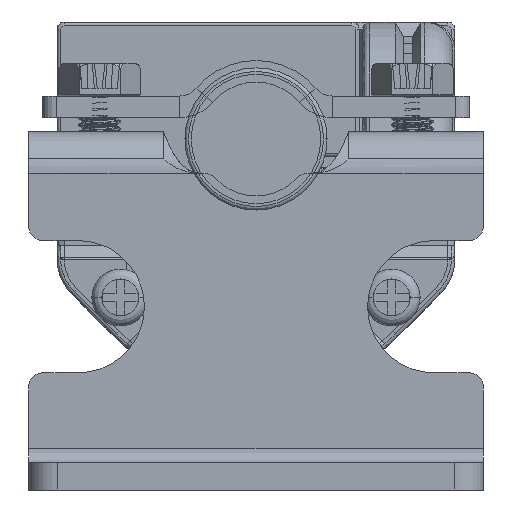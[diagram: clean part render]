
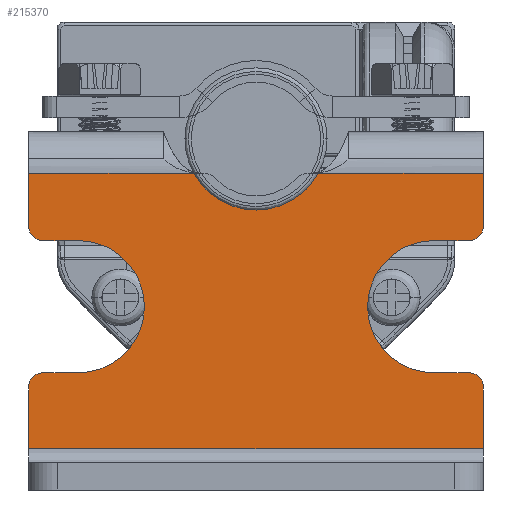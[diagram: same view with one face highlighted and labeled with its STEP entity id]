
A CAD part, front view. The second image highlights one B-rep face of the part: STEP entity #215370.
In plain terms, the highlighted planar face has unit normal (0, -1, 0).
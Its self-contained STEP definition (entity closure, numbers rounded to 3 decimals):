
#204828=CARTESIAN_POINT('',(-3.666,-1.9,21.3));
#204829=DIRECTION('',(0.,-1.,0.));
#204830=DIRECTION('',(0.733,0.,0.68));
#204831=AXIS2_PLACEMENT_3D('',#204828,#204829,#204830);
#204833=CARTESIAN_POINT('',(0.,-1.9,24.7));
#204834=DIRECTION('',(0.,1.,0.));
#204835=DIRECTION('',(0.733,0.,-0.68));
#204836=AXIS2_PLACEMENT_3D('',#204833,#204834,#204835);
#204838=CARTESIAN_POINT('',(3.666,-1.9,21.3));
#204839=DIRECTION('',(0.,-1.,0.));
#204840=DIRECTION('',(0.,0.,1.));
#204841=AXIS2_PLACEMENT_3D('',#204838,#204839,#204840);
#204843=DIRECTION('',(-1.,0.,0.));
#204844=VECTOR('',#204843,0.313);
#204845=CARTESIAN_POINT('',(3.979,-1.9,22.3));
#204846=LINE('',#204845,#204844);
#204847=CARTESIAN_POINT('',(15.,-1.9,18.55));
#204848=DIRECTION('',(0.,-1.,0.));
#204849=DIRECTION('',(0.,0.,-1.));
#204850=AXIS2_PLACEMENT_3D('',#204847,#204848,#204849);
#204852=DIRECTION('',(-1.,0.,0.));
#204853=VECTOR('',#204852,2.5);
#204854=CARTESIAN_POINT('',(15.,-1.9,17.55));
#204855=LINE('',#204854,#204853);
#204856=CARTESIAN_POINT('',(12.5,-1.9,12.9));
#204857=DIRECTION('',(0.,-1.,0.));
#204858=DIRECTION('',(0.,0.,1.));
#204859=AXIS2_PLACEMENT_3D('',#204856,#204857,#204858);
#204861=DIRECTION('',(-1.,0.,0.));
#204862=VECTOR('',#204861,2.5);
#204863=CARTESIAN_POINT('',(15.,-1.9,8.25));
#204864=LINE('',#204863,#204862);
#204865=CARTESIAN_POINT('',(15.,-1.9,7.25));
#204866=DIRECTION('',(0.,-1.,0.));
#204867=DIRECTION('',(1.,0.,0.));
#204868=AXIS2_PLACEMENT_3D('',#204865,#204866,#204867);
#204870=DIRECTION('',(1.,0.,0.));
#204871=VECTOR('',#204870,32.);
#204872=CARTESIAN_POINT('',(-16.,-1.9,2.9));
#204873=LINE('',#204872,#204871);
#204874=CARTESIAN_POINT('',(-15.,-1.9,7.25));
#204875=DIRECTION('',(0.,-1.,0.));
#204876=DIRECTION('',(0.,0.,1.));
#204877=AXIS2_PLACEMENT_3D('',#204874,#204875,#204876);
#204879=DIRECTION('',(1.,0.,0.));
#204880=VECTOR('',#204879,2.5);
#204881=CARTESIAN_POINT('',(-15.,-1.9,8.25));
#204882=LINE('',#204881,#204880);
#204883=CARTESIAN_POINT('',(-12.5,-1.9,12.9));
#204884=DIRECTION('',(0.,-1.,0.));
#204885=DIRECTION('',(0.,0.,-1.));
#204886=AXIS2_PLACEMENT_3D('',#204883,#204884,#204885);
#204888=DIRECTION('',(1.,0.,0.));
#204889=VECTOR('',#204888,2.5);
#204890=CARTESIAN_POINT('',(-15.,-1.9,17.55));
#204891=LINE('',#204890,#204889);
#204892=CARTESIAN_POINT('',(-15.,-1.9,18.55));
#204893=DIRECTION('',(0.,-1.,0.));
#204894=DIRECTION('',(-1.,0.,0.));
#204895=AXIS2_PLACEMENT_3D('',#204892,#204893,#204894);
#204897=DIRECTION('',(-1.,0.,0.));
#204898=VECTOR('',#204897,0.313);
#204899=CARTESIAN_POINT('',(-3.666,-1.9,22.3));
#204900=LINE('',#204899,#204898);
#205156=CARTESIAN_POINT('',(-3.979,-1.9,22.3));
#205158=DIRECTION('',(1.,0.,0.));
#205159=VECTOR('',#205158,12.021);
#205160=CARTESIAN_POINT('',(-16.,-1.9,22.3));
#205161=LINE('',#205160,#205159);
#205658=CARTESIAN_POINT('',(3.979,-1.9,22.3));
#205682=DIRECTION('',(1.,0.,0.));
#205683=VECTOR('',#205682,12.021);
#205684=CARTESIAN_POINT('',(3.979,-1.9,22.3));
#205685=LINE('',#205684,#205683);
#205706=DIRECTION('',(0.,0.,1.));
#205707=VECTOR('',#205706,3.75);
#205708=CARTESIAN_POINT('',(16.,-1.9,18.55));
#205709=LINE('',#205708,#205707);
#205742=DIRECTION('',(0.,0.,1.));
#205743=VECTOR('',#205742,4.35);
#205744=CARTESIAN_POINT('',(16.,-1.9,2.9));
#205745=LINE('',#205744,#205743);
#211783=DIRECTION('',(0.,0.,1.));
#211784=VECTOR('',#211783,3.75);
#211785=CARTESIAN_POINT('',(-16.,-1.9,18.55));
#211786=LINE('',#211785,#211784);
#211807=DIRECTION('',(0.,0.,1.));
#211808=VECTOR('',#211807,4.35);
#211809=CARTESIAN_POINT('',(-16.,-1.9,2.9));
#211810=LINE('',#211809,#211808);
#214356=CARTESIAN_POINT('',(12.5,-1.9,17.55));
#214357=CARTESIAN_POINT('',(12.5,-1.9,8.25));
#214358=VERTEX_POINT('',#214356);
#214359=VERTEX_POINT('',#214357);
#214360=CARTESIAN_POINT('',(-12.5,-1.9,8.25));
#214361=CARTESIAN_POINT('',(-12.5,-1.9,17.55));
#214362=VERTEX_POINT('',#214360);
#214363=VERTEX_POINT('',#214361);
#214388=CARTESIAN_POINT('',(16.,-1.9,7.25));
#214389=VERTEX_POINT('',#214388);
#214390=CARTESIAN_POINT('',(15.,-1.9,8.25));
#214391=VERTEX_POINT('',#214390);
#214396=CARTESIAN_POINT('',(15.,-1.9,17.55));
#214397=VERTEX_POINT('',#214396);
#214398=CARTESIAN_POINT('',(16.,-1.9,18.55));
#214399=VERTEX_POINT('',#214398);
#214404=CARTESIAN_POINT('',(-16.,-1.9,18.55));
#214405=VERTEX_POINT('',#214404);
#214406=CARTESIAN_POINT('',(-15.,-1.9,17.55));
#214407=VERTEX_POINT('',#214406);
#214412=CARTESIAN_POINT('',(-15.,-1.9,8.25));
#214413=VERTEX_POINT('',#214412);
#214414=CARTESIAN_POINT('',(-16.,-1.9,7.25));
#214415=VERTEX_POINT('',#214414);
#214424=CARTESIAN_POINT('',(-16.,-1.9,2.9));
#214425=VERTEX_POINT('',#214424);
#214426=CARTESIAN_POINT('',(-16.,-1.9,22.3));
#214427=VERTEX_POINT('',#214426);
#214428=CARTESIAN_POINT('',(16.,-1.9,2.9));
#214429=VERTEX_POINT('',#214428);
#214430=CARTESIAN_POINT('',(16.,-1.9,22.3));
#214431=VERTEX_POINT('',#214430);
#214522=VERTEX_POINT('',#205156);
#214523=VERTEX_POINT('',#205658);
#214532=CARTESIAN_POINT('',(-2.933,-1.9,21.98));
#214533=VERTEX_POINT('',#214532);
#214534=CARTESIAN_POINT('',(-3.666,-1.9,22.3));
#214535=VERTEX_POINT('',#214534);
#214540=CARTESIAN_POINT('',(3.666,-1.9,22.3));
#214541=VERTEX_POINT('',#214540);
#214542=CARTESIAN_POINT('',(2.933,-1.9,21.98));
#214543=VERTEX_POINT('',#214542);
#215320=CARTESIAN_POINT('',(-16.,-1.9,2.9));
#215321=DIRECTION('',(0.,1.,0.));
#215322=DIRECTION('',(0.,0.,1.));
#215323=AXIS2_PLACEMENT_3D('',#215320,#215321,#215322);
#215324=PLANE('',#215323);
#215326=ORIENTED_EDGE('',*,*,#215325,.F.);
#215328=ORIENTED_EDGE('',*,*,#215327,.F.);
#215330=ORIENTED_EDGE('',*,*,#215329,.F.);
#215332=ORIENTED_EDGE('',*,*,#215331,.F.);
#215334=ORIENTED_EDGE('',*,*,#215333,.T.);
#215336=ORIENTED_EDGE('',*,*,#215335,.F.);
#215338=ORIENTED_EDGE('',*,*,#215337,.F.);
#215340=ORIENTED_EDGE('',*,*,#215339,.T.);
#215342=ORIENTED_EDGE('',*,*,#215341,.T.);
#215344=ORIENTED_EDGE('',*,*,#215343,.F.);
#215346=ORIENTED_EDGE('',*,*,#215345,.F.);
#215348=ORIENTED_EDGE('',*,*,#215347,.F.);
#215349=ORIENTED_EDGE('',*,*,#215313,.F.);
#215351=ORIENTED_EDGE('',*,*,#215350,.T.);
#215353=ORIENTED_EDGE('',*,*,#215352,.F.);
#215355=ORIENTED_EDGE('',*,*,#215354,.T.);
#215357=ORIENTED_EDGE('',*,*,#215356,.T.);
#215359=ORIENTED_EDGE('',*,*,#215358,.F.);
#215361=ORIENTED_EDGE('',*,*,#215360,.F.);
#215363=ORIENTED_EDGE('',*,*,#215362,.T.);
#215365=ORIENTED_EDGE('',*,*,#215364,.T.);
#215367=ORIENTED_EDGE('',*,*,#215366,.F.);
#215368=EDGE_LOOP('',(#215326,#215328,#215330,#215332,#215334,#215336,#215338,
#215340,#215342,#215344,#215346,#215348,#215349,#215351,#215353,#215355,#215357,
#215359,#215361,#215363,#215365,#215367));
#215369=FACE_OUTER_BOUND('',#215368,.F.);
#215370=ADVANCED_FACE('',(#215369),#215324,.F.);
#204832=CIRCLE('',#204831,1.);
#204837=CIRCLE('',#204836,4.);
#204842=CIRCLE('',#204841,1.);
#204851=CIRCLE('',#204850,1.);
#204860=CIRCLE('',#204859,4.65);
#204869=CIRCLE('',#204868,1.);
#204878=CIRCLE('',#204877,1.);
#204887=CIRCLE('',#204886,4.65);
#204896=CIRCLE('',#204895,1.);
#215313=EDGE_CURVE('',#214425,#214429,#204873,.T.);
#215325=EDGE_CURVE('',#214533,#214535,#204832,.T.);
#215327=EDGE_CURVE('',#214543,#214533,#204837,.T.);
#215329=EDGE_CURVE('',#214541,#214543,#204842,.T.);
#215331=EDGE_CURVE('',#214523,#214541,#204846,.T.);
#215333=EDGE_CURVE('',#214523,#214431,#205685,.T.);
#215335=EDGE_CURVE('',#214399,#214431,#205709,.T.);
#215337=EDGE_CURVE('',#214397,#214399,#204851,.T.);
#215339=EDGE_CURVE('',#214397,#214358,#204855,.T.);
#215341=EDGE_CURVE('',#214358,#214359,#204860,.T.);
#215343=EDGE_CURVE('',#214391,#214359,#204864,.T.);
#215345=EDGE_CURVE('',#214389,#214391,#204869,.T.);
#215347=EDGE_CURVE('',#214429,#214389,#205745,.T.);
#215350=EDGE_CURVE('',#214425,#214415,#211810,.T.);
#215352=EDGE_CURVE('',#214413,#214415,#204878,.T.);
#215354=EDGE_CURVE('',#214413,#214362,#204882,.T.);
#215356=EDGE_CURVE('',#214362,#214363,#204887,.T.);
#215358=EDGE_CURVE('',#214407,#214363,#204891,.T.);
#215360=EDGE_CURVE('',#214405,#214407,#204896,.T.);
#215362=EDGE_CURVE('',#214405,#214427,#211786,.T.);
#215364=EDGE_CURVE('',#214427,#214522,#205161,.T.);
#215366=EDGE_CURVE('',#214535,#214522,#204900,.T.);
